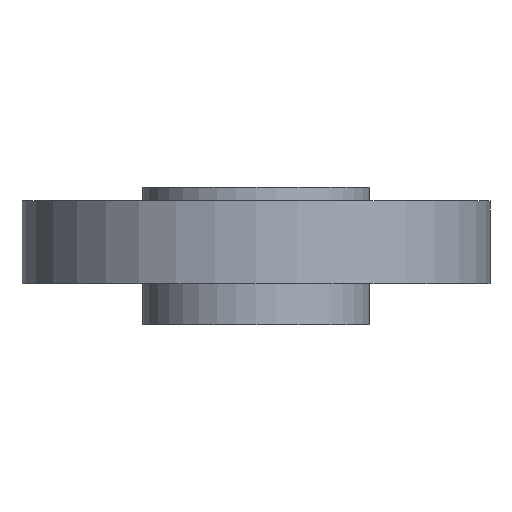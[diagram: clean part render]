
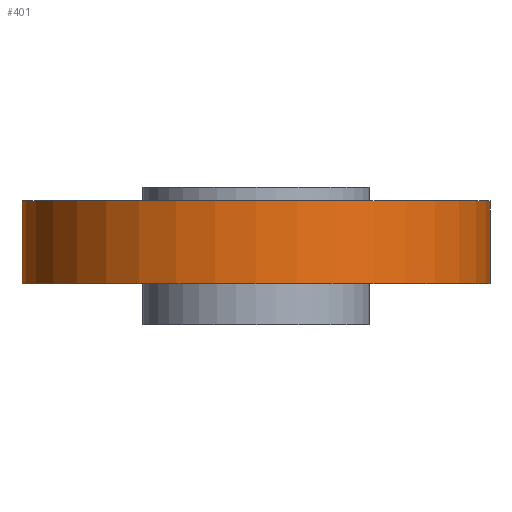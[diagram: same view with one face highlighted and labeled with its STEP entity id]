
A CAD part, front view. The second image highlights one B-rep face of the part: STEP entity #401.
In plain terms, the highlighted cylindrical face has radius 107.95 mm (diameter 215.9 mm), a partial arc.
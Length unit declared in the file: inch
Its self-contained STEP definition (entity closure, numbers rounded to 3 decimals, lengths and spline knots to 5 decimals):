
#8 = AXIS2_PLACEMENT_3D ( 'NONE', #405, #928, #173 ) ;
#83 = DIRECTION ( 'NONE',  ( 0., 0., 1. ) ) ;
#85 = ORIENTED_EDGE ( 'NONE', *, *, #130, .F. ) ;
#90 = ORIENTED_EDGE ( 'NONE', *, *, #895, .F. ) ;
#117 = LINE ( 'NONE', #278, #582 ) ;
#130 = EDGE_CURVE ( 'NONE', #844, #575, #532, .T. ) ;
#173 = DIRECTION ( 'NONE',  ( 1., 0., 0. ) ) ;
#183 = DIRECTION ( 'NONE',  ( 0., 0., 1. ) ) ;
#190 = EDGE_CURVE ( 'NONE', #575, #785, #328, .T. ) ;
#245 = EDGE_LOOP ( 'NONE', ( #255, #85, #260, #90 ) ) ;
#255 = ORIENTED_EDGE ( 'NONE', *, *, #190, .F. ) ;
#260 = ORIENTED_EDGE ( 'NONE', *, *, #318, .T. ) ;
#278 = CARTESIAN_POINT ( 'NONE',  ( 4.25, 0., -13.77082 ) ) ;
#318 = EDGE_CURVE ( 'NONE', #844, #739, #117, .T. ) ;
#328 = LINE ( 'NONE', #748, #478 ) ;
#365 = CARTESIAN_POINT ( 'NONE',  ( 0., 0., -13.77082 ) ) ;
#371 = CARTESIAN_POINT ( 'NONE',  ( -4.25, 0., -1.75 ) ) ;
#401 = ADVANCED_FACE ( 'NONE', ( #536 ), #429, .T. ) ;
#405 = CARTESIAN_POINT ( 'NONE',  ( 0., 0., -1.75 ) ) ;
#406 = CARTESIAN_POINT ( 'NONE',  ( 0., 0., -0.25 ) ) ;
#420 = AXIS2_PLACEMENT_3D ( 'NONE', #365, #183, #693 ) ;
#429 = CYLINDRICAL_SURFACE ( 'NONE', #420, 4.25 ) ;
#443 = DIRECTION ( 'NONE',  ( 0., 0., 1. ) ) ;
#478 = VECTOR ( 'NONE', #83, 39.37008 ) ;
#532 = CIRCLE ( 'NONE', #8, 4.25 ) ;
#536 = FACE_OUTER_BOUND ( 'NONE', #245, .T. ) ;
#575 = VERTEX_POINT ( 'NONE', #371 ) ;
#582 = VECTOR ( 'NONE', #443, 39.37008 ) ;
#594 = DIRECTION ( 'NONE',  ( 1., 0., 0. ) ) ;
#693 = DIRECTION ( 'NONE',  ( 1., 0., 0. ) ) ;
#738 = CARTESIAN_POINT ( 'NONE',  ( 4.25, 0., -1.75 ) ) ;
#739 = VERTEX_POINT ( 'NONE', #827 ) ;
#748 = CARTESIAN_POINT ( 'NONE',  ( -4.25, 0., -13.77082 ) ) ;
#785 = VERTEX_POINT ( 'NONE', #817 ) ;
#817 = CARTESIAN_POINT ( 'NONE',  ( -4.25, 0., -0.25 ) ) ;
#827 = CARTESIAN_POINT ( 'NONE',  ( 4.25, 0., -0.25 ) ) ;
#844 = VERTEX_POINT ( 'NONE', #738 ) ;
#895 = EDGE_CURVE ( 'NONE', #785, #739, #1066, .T. ) ;
#928 = DIRECTION ( 'NONE',  ( 0., 0., -1. ) ) ;
#1066 = CIRCLE ( 'NONE', #1081, 4.25 ) ;
#1078 = DIRECTION ( 'NONE',  ( 0., 0., 1. ) ) ;
#1081 = AXIS2_PLACEMENT_3D ( 'NONE', #406, #1078, #594 ) ;
